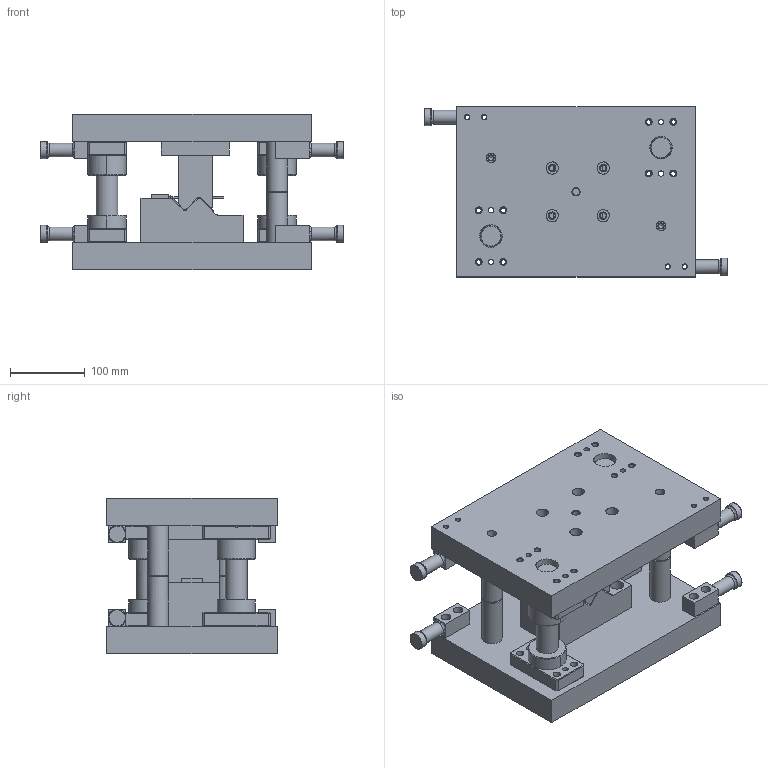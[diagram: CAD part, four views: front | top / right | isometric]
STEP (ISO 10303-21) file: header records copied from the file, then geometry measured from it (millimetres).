
FILE_DESCRIPTION(('FreeCAD Model'),'2;1');
FILE_NAME('Open CASCADE Shape Model','2025-05-04T06:13:13',('FreeCAD'),( 'FreeCAD'),'Open CASCADE STEP processor 7.6','FreeCAD','Unknown');
FILE_SCHEMA(('AUTOMOTIVE_DESIGN { 1 0 10303 214 1 1 1 1 }'));
Products named in the file (1): Open CASCADE STEP translator 7.6 1
Bounding box: 406.82 x 228.04 x 207.97 mm (x, y, z)
Volume: 6872602.5 mm3; surface area: 722493.4 mm2
Topology: 24 solids, 24 shells, 1006 faces, 2574 edges, 1648 vertices
Faces by surface type: bspline 1006
Entity records: 36260 total; most frequent: CARTESIAN_POINT 21271, ORIENTED_EDGE 4920, EDGE_CURVE 2460, B_SPLINE_CURVE_WITH_KNOTS 1754, VERTEX_POINT 1562, FACE_BOUND 1276, EDGE_LOOP 1276, ADVANCED_FACE 1006
